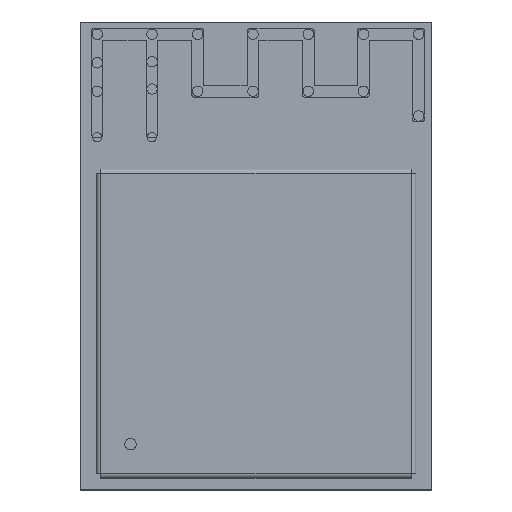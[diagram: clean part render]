
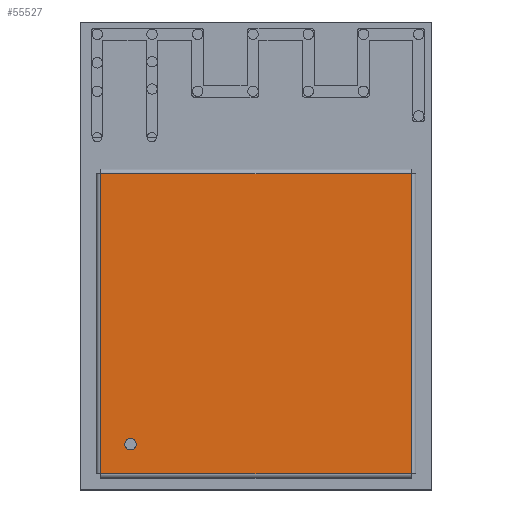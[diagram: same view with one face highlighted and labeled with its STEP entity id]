
A CAD part, top view. The second image highlights one B-rep face of the part: STEP entity #55527.
In plain terms, the highlighted face is planar.
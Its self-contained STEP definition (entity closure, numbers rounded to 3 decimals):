
#1182 = DIRECTION ( 'NONE',  ( 0., 0., 1. ) ) ;
#3252 = VERTEX_POINT ( 'NONE', #82754 ) ;
#4291 = CARTESIAN_POINT ( 'NONE',  ( 0., 1.6, -0.2 ) ) ;
#7005 = FACE_OUTER_BOUND ( 'NONE', #49454, .T. ) ;
#7096 = ORIENTED_EDGE ( 'NONE', *, *, #31637, .T. ) ;
#7545 = CARTESIAN_POINT ( 'NONE',  ( 1.5, 1.6, -12.5 ) ) ;
#10759 = LINE ( 'NONE', #4291, #46996 ) ;
#10883 = CARTESIAN_POINT ( 'NONE',  ( 1.5, 1.6, -12.25 ) ) ;
#11131 = LINE ( 'NONE', #18364, #72770 ) ;
#11221 = CARTESIAN_POINT ( 'NONE',  ( 0.2, 1.6, -0.2 ) ) ;
#11773 = DIRECTION ( 'NONE',  ( 0., 0., 1. ) ) ;
#14257 = VECTOR ( 'NONE', #55670, 1000. ) ;
#16944 = ORIENTED_EDGE ( 'NONE', *, *, #71670, .F. ) ;
#17291 = EDGE_LOOP ( 'NONE', ( #52249, #16944 ) ) ;
#17765 = CARTESIAN_POINT ( 'NONE',  ( 0.2, 1.6, 0. ) ) ;
#18364 = CARTESIAN_POINT ( 'NONE',  ( 13.35, 1.6, 0. ) ) ;
#24882 = EDGE_CURVE ( 'NONE', #51814, #47389, #57204, .T. ) ;
#25542 = AXIS2_PLACEMENT_3D ( 'NONE', #64152, #46244, #58638 ) ;
#26221 = DIRECTION ( 'NONE',  ( 0., 0., -1. ) ) ;
#26988 = VECTOR ( 'NONE', #11773, 1000. ) ;
#27276 = EDGE_CURVE ( 'NONE', #67054, #60308, #83353, .T. ) ;
#31637 = EDGE_CURVE ( 'NONE', #45808, #67054, #74899, .T. ) ;
#32972 = CARTESIAN_POINT ( 'NONE',  ( 0., 1.6, 0. ) ) ;
#33624 = CIRCLE ( 'NONE', #25542, 0.25 ) ;
#35131 = AXIS2_PLACEMENT_3D ( 'NONE', #7545, #35491, #1182 ) ;
#35136 = CARTESIAN_POINT ( 'NONE',  ( 0., 1.6, -13.8 ) ) ;
#35166 = ORIENTED_EDGE ( 'NONE', *, *, #67891, .T. ) ;
#35491 = DIRECTION ( 'NONE',  ( 0., 1., 0. ) ) ;
#36558 = ORIENTED_EDGE ( 'NONE', *, *, #73324, .T. ) ;
#40246 = DIRECTION ( 'NONE',  ( 0., -1., 0. ) ) ;
#41131 = ORIENTED_EDGE ( 'NONE', *, *, #27276, .T. ) ;
#45808 = VERTEX_POINT ( 'NONE', #83328 ) ;
#46244 = DIRECTION ( 'NONE',  ( 0., 1., 0. ) ) ;
#46996 = VECTOR ( 'NONE', #49078, 1000. ) ;
#47389 = VERTEX_POINT ( 'NONE', #51864 ) ;
#49078 = DIRECTION ( 'NONE',  ( 1., 0., 0. ) ) ;
#49454 = EDGE_LOOP ( 'NONE', ( #35166, #7096, #41131, #36558 ) ) ;
#51814 = VERTEX_POINT ( 'NONE', #10883 ) ;
#51864 = CARTESIAN_POINT ( 'NONE',  ( 1.5, 1.6, -12.75 ) ) ;
#52249 = ORIENTED_EDGE ( 'NONE', *, *, #24882, .F. ) ;
#55458 = AXIS2_PLACEMENT_3D ( 'NONE', #32972, #40246, #26221 ) ;
#55527 = ADVANCED_FACE ( 'NONE', ( #7005, #72292 ), #59910, .F. ) ;
#55670 = DIRECTION ( 'NONE',  ( -1., 0., 0. ) ) ;
#57204 = CIRCLE ( 'NONE', #35131, 0.25 ) ;
#58638 = DIRECTION ( 'NONE',  ( 0., 0., 1. ) ) ;
#59910 = PLANE ( 'NONE',  #55458 ) ;
#60308 = VERTEX_POINT ( 'NONE', #11221 ) ;
#64152 = CARTESIAN_POINT ( 'NONE',  ( 1.5, 1.6, -12.5 ) ) ;
#67054 = VERTEX_POINT ( 'NONE', #83869 ) ;
#67891 = EDGE_CURVE ( 'NONE', #3252, #45808, #11131, .T. ) ;
#71670 = EDGE_CURVE ( 'NONE', #47389, #51814, #33624, .T. ) ;
#72292 = FACE_BOUND ( 'NONE', #17291, .T. ) ;
#72770 = VECTOR ( 'NONE', #75965, 1000. ) ;
#73324 = EDGE_CURVE ( 'NONE', #60308, #3252, #10759, .T. ) ;
#74899 = LINE ( 'NONE', #35136, #14257 ) ;
#75965 = DIRECTION ( 'NONE',  ( 0., 0., -1. ) ) ;
#82754 = CARTESIAN_POINT ( 'NONE',  ( 13.35, 1.6, -0.2 ) ) ;
#83328 = CARTESIAN_POINT ( 'NONE',  ( 13.35, 1.6, -13.8 ) ) ;
#83353 = LINE ( 'NONE', #17765, #26988 ) ;
#83869 = CARTESIAN_POINT ( 'NONE',  ( 0.2, 1.6, -13.8 ) ) ;
